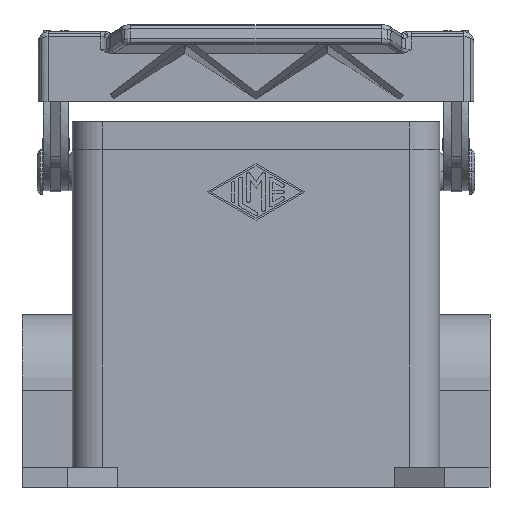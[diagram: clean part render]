
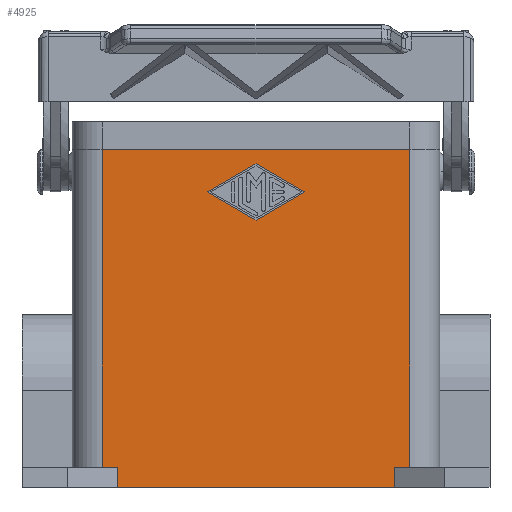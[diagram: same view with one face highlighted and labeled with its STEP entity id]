
A CAD part, front view. The second image highlights one B-rep face of the part: STEP entity #4925.
In plain terms, the highlighted planar face has unit normal (0, -1, 0).
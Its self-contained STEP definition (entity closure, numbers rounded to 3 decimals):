
#4083=CARTESIAN_POINT('',(-9.75,-21.75,15.));
#4084=VERTEX_POINT('',#4083);
#4091=CARTESIAN_POINT('',(0.,-21.75,9.375));
#4092=VERTEX_POINT('',#4091);
#4093=CARTESIAN_POINT('',(0.,-21.75,9.375));
#4094=DIRECTION('',(-0.866,0.0,0.5));
#4095=VECTOR('',#4094,11.256);
#4096=LINE('',#4093,#4095);
#4097=EDGE_CURVE('',#4092,#4084,#4096,.T.);
#4122=CARTESIAN_POINT('',(9.75,-21.75,15.));
#4123=VERTEX_POINT('',#4122);
#4124=CARTESIAN_POINT('',(9.75,-21.75,15.));
#4125=DIRECTION('',(-0.866,0.0,-0.5));
#4126=VECTOR('',#4125,11.256);
#4127=LINE('',#4124,#4126);
#4128=EDGE_CURVE('',#4123,#4092,#4127,.T.);
#4153=CARTESIAN_POINT('',(0.,-21.75,20.625));
#4154=VERTEX_POINT('',#4153);
#4155=CARTESIAN_POINT('',(0.,-21.75,20.625));
#4156=DIRECTION('',(0.866,0.0,-0.5));
#4157=VECTOR('',#4156,11.256);
#4158=LINE('',#4155,#4157);
#4159=EDGE_CURVE('',#4154,#4123,#4158,.T.);
#4182=CARTESIAN_POINT('',(-9.75,-21.75,15.));
#4183=DIRECTION('',(0.866,0.0,0.5));
#4184=VECTOR('',#4183,11.256);
#4185=LINE('',#4182,#4184);
#4186=EDGE_CURVE('',#4084,#4154,#4185,.T.);
#4848=CARTESIAN_POINT('',(27.75,-21.75,-44.0));
#4849=DIRECTION('',(0.0,-1.0,0.0));
#4850=DIRECTION('',(0.0,0.0,-1.0));
#4851=AXIS2_PLACEMENT_3D('',#4848,#4849,#4850);
#4852=PLANE('',#4851);
#4853=CARTESIAN_POINT('',(-27.75,-21.75,-44.0));
#4854=VERTEX_POINT('',#4853);
#4855=CARTESIAN_POINT('',(-27.75,-21.75,-40.0));
#4856=VERTEX_POINT('',#4855);
#4857=CARTESIAN_POINT('',(-27.75,-21.75,-44.0));
#4858=DIRECTION('',(0.0,0.0,1.0));
#4859=VECTOR('',#4858,4.0);
#4860=LINE('',#4857,#4859);
#4861=EDGE_CURVE('',#4854,#4856,#4860,.T.);
#4862=ORIENTED_EDGE('',*,*,#4861,.F.);
#4863=CARTESIAN_POINT('',(27.75,-21.75,-44.0));
#4864=VERTEX_POINT('',#4863);
#4865=CARTESIAN_POINT('',(27.75,-21.75,-44.0));
#4866=DIRECTION('',(-1.0,0.0,0.0));
#4867=VECTOR('',#4866,55.5);
#4868=LINE('',#4865,#4867);
#4869=EDGE_CURVE('',#4864,#4854,#4868,.T.);
#4870=ORIENTED_EDGE('',*,*,#4869,.F.);
#4871=CARTESIAN_POINT('',(27.75,-21.75,-40.0));
#4872=VERTEX_POINT('',#4871);
#4873=CARTESIAN_POINT('',(27.75,-21.75,-44.0));
#4874=DIRECTION('',(0.0,0.0,1.0));
#4875=VECTOR('',#4874,4.0);
#4876=LINE('',#4873,#4875);
#4877=EDGE_CURVE('',#4864,#4872,#4876,.T.);
#4878=ORIENTED_EDGE('',*,*,#4877,.T.);
#4879=CARTESIAN_POINT('',(30.75,-21.75,-40.0));
#4880=VERTEX_POINT('',#4879);
#4881=CARTESIAN_POINT('',(30.75,-21.75,-40.0));
#4882=DIRECTION('',(-1.0,0.0,0.0));
#4883=VECTOR('',#4882,3.);
#4884=LINE('',#4881,#4883);
#4885=EDGE_CURVE('',#4880,#4872,#4884,.T.);
#4886=ORIENTED_EDGE('',*,*,#4885,.F.);
#4887=CARTESIAN_POINT('',(30.75,-21.75,23.5));
#4888=VERTEX_POINT('',#4887);
#4889=CARTESIAN_POINT('',(30.75,-21.75,-40.0));
#4890=DIRECTION('',(0.0,0.0,1.0));
#4891=VECTOR('',#4890,63.5);
#4892=LINE('',#4889,#4891);
#4893=EDGE_CURVE('',#4880,#4888,#4892,.T.);
#4894=ORIENTED_EDGE('',*,*,#4893,.T.);
#4895=CARTESIAN_POINT('',(-30.75,-21.75,23.5));
#4896=VERTEX_POINT('',#4895);
#4897=CARTESIAN_POINT('',(30.75,-21.75,23.5));
#4898=DIRECTION('',(-1.0,0.0,0.0));
#4899=VECTOR('',#4898,61.5);
#4900=LINE('',#4897,#4899);
#4901=EDGE_CURVE('',#4888,#4896,#4900,.T.);
#4902=ORIENTED_EDGE('',*,*,#4901,.T.);
#4903=CARTESIAN_POINT('',(-30.75,-21.75,-40.0));
#4904=VERTEX_POINT('',#4903);
#4905=CARTESIAN_POINT('',(-30.75,-21.75,-40.0));
#4906=DIRECTION('',(0.0,0.0,1.0));
#4907=VECTOR('',#4906,63.5);
#4908=LINE('',#4905,#4907);
#4909=EDGE_CURVE('',#4904,#4896,#4908,.T.);
#4910=ORIENTED_EDGE('',*,*,#4909,.F.);
#4911=CARTESIAN_POINT('',(-27.75,-21.75,-40.0));
#4912=DIRECTION('',(-1.0,0.0,0.0));
#4913=VECTOR('',#4912,3.);
#4914=LINE('',#4911,#4913);
#4915=EDGE_CURVE('',#4856,#4904,#4914,.T.);
#4916=ORIENTED_EDGE('',*,*,#4915,.F.);
#4917=EDGE_LOOP('',(#4862,#4870,#4878,#4886,#4894,#4902,#4910,#4916));
#4918=FACE_OUTER_BOUND('',#4917,.T.);
#4919=ORIENTED_EDGE('',*,*,#4097,.T.);
#4920=ORIENTED_EDGE('',*,*,#4186,.T.);
#4921=ORIENTED_EDGE('',*,*,#4159,.T.);
#4922=ORIENTED_EDGE('',*,*,#4128,.T.);
#4923=EDGE_LOOP('',(#4919,#4920,#4921,#4922));
#4924=FACE_BOUND('',#4923,.T.);
#4925=ADVANCED_FACE('',(#4918,#4924),#4852,.T.);
